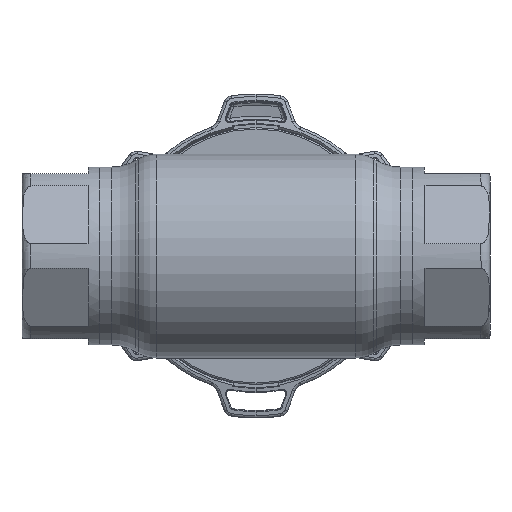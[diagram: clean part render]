
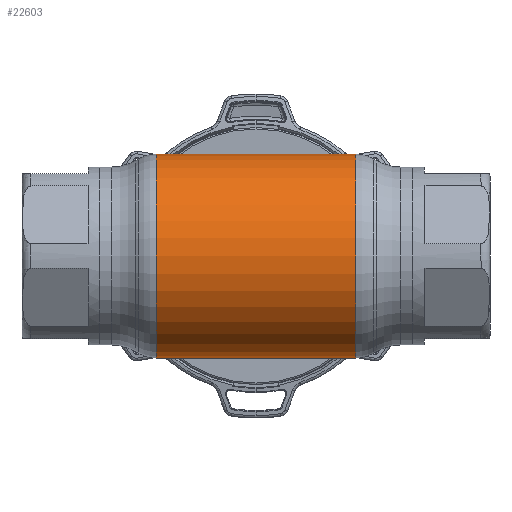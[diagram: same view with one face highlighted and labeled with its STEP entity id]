
A CAD part, front view. The second image highlights one B-rep face of the part: STEP entity #22603.
In plain terms, the highlighted cylindrical face has radius 34 mm (diameter 68 mm), a partial arc.
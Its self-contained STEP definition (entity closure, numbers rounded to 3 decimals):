
#622 = EDGE_CURVE ( 'NONE', #13906, #10709, #15646, .T. ) ;
#1457 = DIRECTION ( 'NONE',  ( 0., 0., 1. ) ) ;
#1844 = CARTESIAN_POINT ( 'NONE',  ( 33.177, 0., 34. ) ) ;
#2455 = EDGE_CURVE ( 'NONE', #22704, #24363, #20817, .T. ) ;
#5255 = EDGE_CURVE ( 'NONE', #13906, #22704, #31199, .T. ) ;
#6482 = CARTESIAN_POINT ( 'NONE',  ( -62.69, 0., 0. ) ) ;
#7160 = CARTESIAN_POINT ( 'NONE',  ( -33.177, 0., -34. ) ) ;
#7367 = DIRECTION ( 'NONE',  ( -1., 0., 0. ) ) ;
#8661 = ORIENTED_EDGE ( 'NONE', *, *, #30333, .F. ) ;
#8919 = DIRECTION ( 'NONE',  ( -1., 0., 0. ) ) ;
#10709 = VERTEX_POINT ( 'NONE', #7160 ) ;
#11431 = ORIENTED_EDGE ( 'NONE', *, *, #622, .F. ) ;
#13521 = AXIS2_PLACEMENT_3D ( 'NONE', #6482, #8919, #14220 ) ;
#13906 = VERTEX_POINT ( 'NONE', #20142 ) ;
#14220 = DIRECTION ( 'NONE',  ( 0., 0., 1. ) ) ;
#14892 = CARTESIAN_POINT ( 'NONE',  ( -33.177, 0., 0. ) ) ;
#15646 = LINE ( 'NONE', #28803, #30367 ) ;
#17159 = FACE_OUTER_BOUND ( 'NONE', #17513, .T. ) ;
#17513 = EDGE_LOOP ( 'NONE', ( #11431, #31458, #33811, #8661 ) ) ;
#18039 = CARTESIAN_POINT ( 'NONE',  ( -62.69, 0., 34. ) ) ;
#19730 = AXIS2_PLACEMENT_3D ( 'NONE', #14892, #31143, #28241 ) ;
#19766 = CARTESIAN_POINT ( 'NONE',  ( -33.177, 0., 34. ) ) ;
#20142 = CARTESIAN_POINT ( 'NONE',  ( 33.177, 0., -34. ) ) ;
#20817 = LINE ( 'NONE', #18039, #25571 ) ;
#22364 = AXIS2_PLACEMENT_3D ( 'NONE', #27869, #25103, #1457 ) ;
#22603 = ADVANCED_FACE ( 'NONE', ( #17159 ), #29943, .T. ) ;
#22704 = VERTEX_POINT ( 'NONE', #1844 ) ;
#24363 = VERTEX_POINT ( 'NONE', #19766 ) ;
#25103 = DIRECTION ( 'NONE',  ( -1., 0., 0. ) ) ;
#25571 = VECTOR ( 'NONE', #7367, 1000. ) ;
#27869 = CARTESIAN_POINT ( 'NONE',  ( 33.177, 0., 0. ) ) ;
#28241 = DIRECTION ( 'NONE',  ( 0., 0., 1. ) ) ;
#28803 = CARTESIAN_POINT ( 'NONE',  ( -62.69, 0., -34. ) ) ;
#29943 = CYLINDRICAL_SURFACE ( 'NONE', #13521, 34. ) ;
#30333 = EDGE_CURVE ( 'NONE', #10709, #24363, #31354, .T. ) ;
#30367 = VECTOR ( 'NONE', #31719, 1000. ) ;
#31143 = DIRECTION ( 'NONE',  ( -1., 0., 0. ) ) ;
#31199 = CIRCLE ( 'NONE', #22364, 34. ) ;
#31354 = CIRCLE ( 'NONE', #19730, 34. ) ;
#31458 = ORIENTED_EDGE ( 'NONE', *, *, #5255, .T. ) ;
#31719 = DIRECTION ( 'NONE',  ( -1., 0., 0. ) ) ;
#33811 = ORIENTED_EDGE ( 'NONE', *, *, #2455, .T. ) ;
